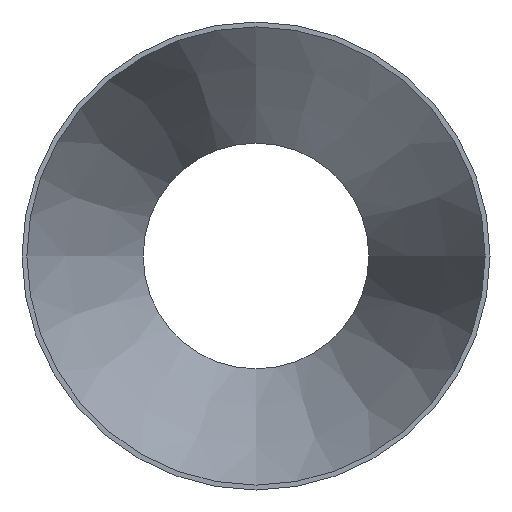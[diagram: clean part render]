
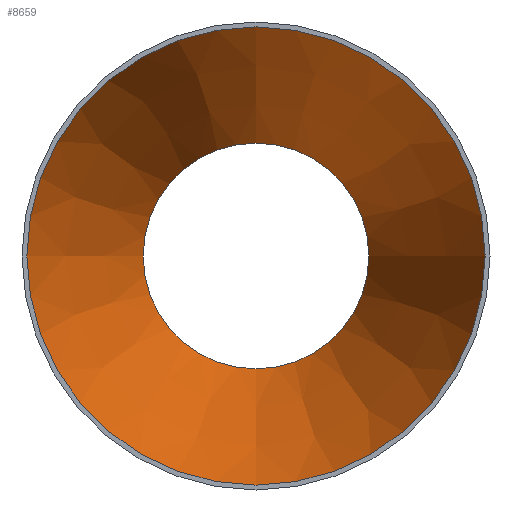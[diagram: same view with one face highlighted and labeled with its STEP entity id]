
A CAD part, front view. The second image highlights one B-rep face of the part: STEP entity #8659.
In plain terms, the highlighted conical face has half-angle 20.525 degrees and reference radius 149.797 mm.
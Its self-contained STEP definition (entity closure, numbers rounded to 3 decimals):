
#104 = CARTESIAN_POINT ( 'NONE',  ( 0., 0., 0. ) ) ;
#176 = ORIENTED_EDGE ( 'NONE', *, *, #12037, .F. ) ;
#1814 = CONICAL_SURFACE ( 'NONE', #35884, 149.797, 0.358 ) ;
#3207 = DIRECTION ( 'NONE',  ( 0., 0., -1. ) ) ;
#3219 = CARTESIAN_POINT ( 'NONE',  ( 0., 203., -73.797 ) ) ;
#5530 = CIRCLE ( 'NONE', #36528, 149.797 ) ;
#7380 = AXIS2_PLACEMENT_3D ( 'NONE', #22260, #8778, #34292 ) ;
#8659 = ADVANCED_FACE ( 'NONE', ( #15193, #17525 ), #1814, .F. ) ;
#8778 = DIRECTION ( 'NONE',  ( 0., -1., 0. ) ) ;
#11232 = EDGE_LOOP ( 'NONE', ( #26790 ) ) ;
#12037 = EDGE_CURVE ( 'NONE', #32734, #32734, #35913, .T. ) ;
#14433 = VERTEX_POINT ( 'NONE', #15012 ) ;
#15012 = CARTESIAN_POINT ( 'NONE',  ( 0., 0., -149.797 ) ) ;
#15193 = FACE_BOUND ( 'NONE', #19637, .T. ) ;
#17525 = FACE_OUTER_BOUND ( 'NONE', #11232, .T. ) ;
#18511 = DIRECTION ( 'NONE',  ( 0., -1., 0. ) ) ;
#19637 = EDGE_LOOP ( 'NONE', ( #176 ) ) ;
#21052 = DIRECTION ( 'NONE',  ( 0., -1., 0. ) ) ;
#21587 = EDGE_CURVE ( 'NONE', #14433, #14433, #5530, .T. ) ;
#22260 = CARTESIAN_POINT ( 'NONE',  ( 0., 203., 0. ) ) ;
#26790 = ORIENTED_EDGE ( 'NONE', *, *, #21587, .T. ) ;
#27845 = CARTESIAN_POINT ( 'NONE',  ( 0., 0., 0. ) ) ;
#30948 = DIRECTION ( 'NONE',  ( 0., 0., -1. ) ) ;
#32734 = VERTEX_POINT ( 'NONE', #3219 ) ;
#34292 = DIRECTION ( 'NONE',  ( 0., 0., -1. ) ) ;
#35884 = AXIS2_PLACEMENT_3D ( 'NONE', #104, #21052, #3207 ) ;
#35913 = CIRCLE ( 'NONE', #7380, 73.797 ) ;
#36528 = AXIS2_PLACEMENT_3D ( 'NONE', #27845, #18511, #30948 ) ;
